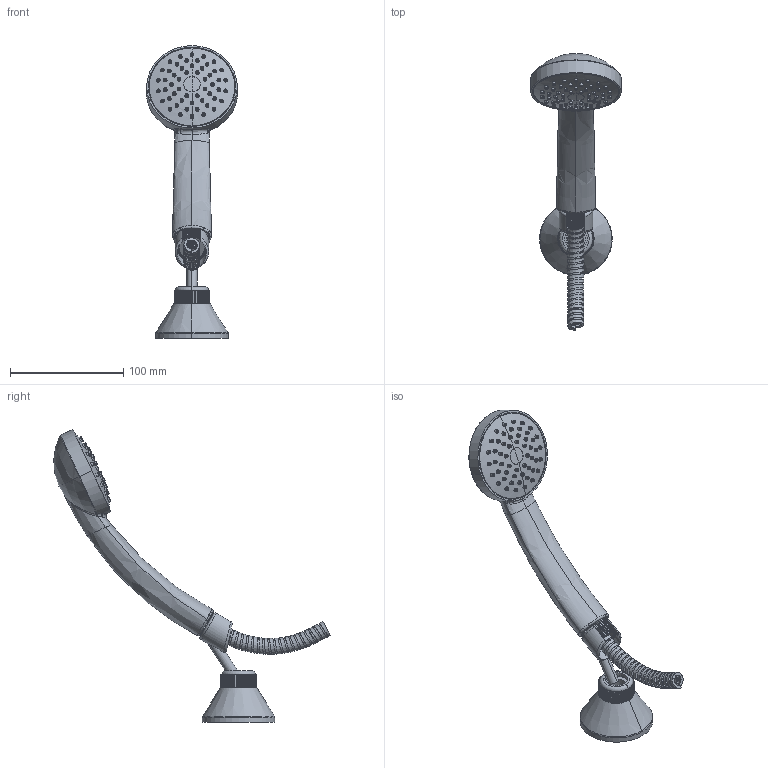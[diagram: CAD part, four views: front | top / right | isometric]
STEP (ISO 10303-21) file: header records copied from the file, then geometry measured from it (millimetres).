
FILE_DESCRIPTION((''),'2;1');
FILE_NAME('ZDUP037CR','2021-11-15T09:16:19',('ut3'),('PAFFONI SpA'),'CREO PARAMETRIC BY PTC INC, 2020044','CREO PARAMETRIC BY PTC INC, 2020044','');
FILE_SCHEMA(('CONFIG_CONTROL_DESIGN','SHAPE_APPEARANCE_LAYERS_GROUPS'));
Length unit declared in the file: millimetre
Products named in the file (1): ZDUP037CR
Bounding box: 80.3 x 243.87 x 258.2 mm (x, y, z)
Volume: 175836.7 mm3; surface area: 94092.9 mm2
Topology: 4 solids, 5 shells, 1460 faces, 3947 edges, 2561 vertices
Faces by surface type: cylinder 516, plane 462, cone 235, torus 144, bspline 79, sphere 16, extrusion 8
Entity records: 86241 total; most frequent: CARTESIAN_POINT 39362, DIRECTION 8093, ORIENTED_EDGE 7868, EDGE_CURVE 3934, AXIS2_PLACEMENT_3D 3396, VERTEX_POINT 2561, CIRCLE 2022, EDGE_LOOP 1649
